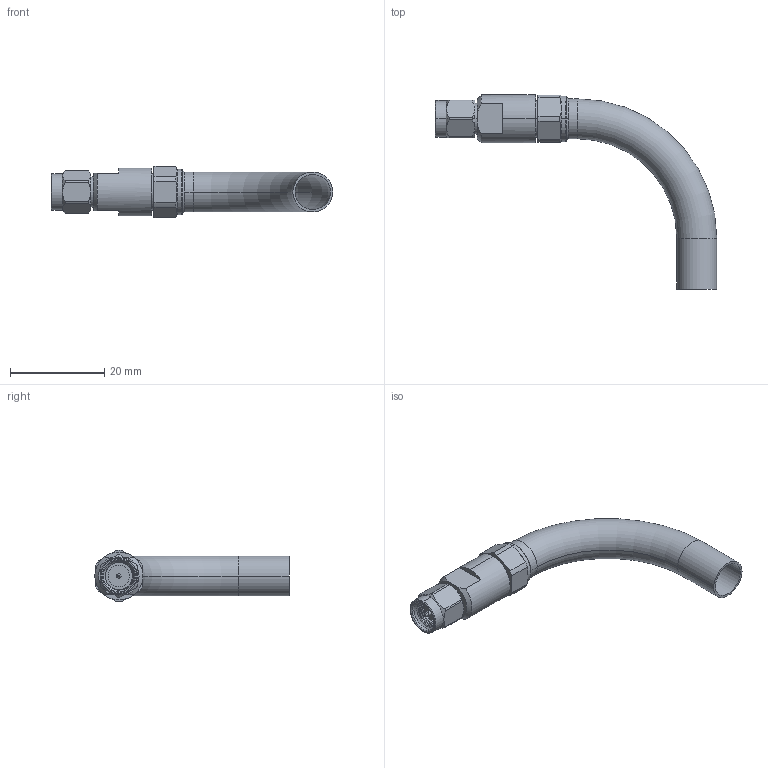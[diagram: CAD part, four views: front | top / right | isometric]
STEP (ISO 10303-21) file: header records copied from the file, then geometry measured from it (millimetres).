
FILE_DESCRIPTION (( 'STEP AP203' ), '1' );
FILE_NAME ('3190-6158.STEP', '2022-06-17T04:00:28', ( '' ), ( '' ), 'SwSTEP 2.0', 'SolidWorks 2020', '' );
FILE_SCHEMA (( 'CONFIG_CONTROL_DESIGN' ));
Length unit declared in the file: millimetre
Products named in the file (1): 3190-6158
Bounding box: 59.9 x 41.32 x 10.95 mm (x, y, z)
Volume: 2213.5 mm3; surface area: 4187.2 mm2
Topology: 1 solids, 2 shells, 143 faces, 329 edges, 202 vertices
Faces by surface type: cylinder 62, cone 41, plane 32, torus 6, bspline 2
Entity records: 4763 total; most frequent: CARTESIAN_POINT 1445, DIRECTION 716, ORIENTED_EDGE 658, EDGE_CURVE 329, AXIS2_PLACEMENT_3D 298, VERTEX_POINT 202, EDGE_LOOP 157, CIRCLE 156
